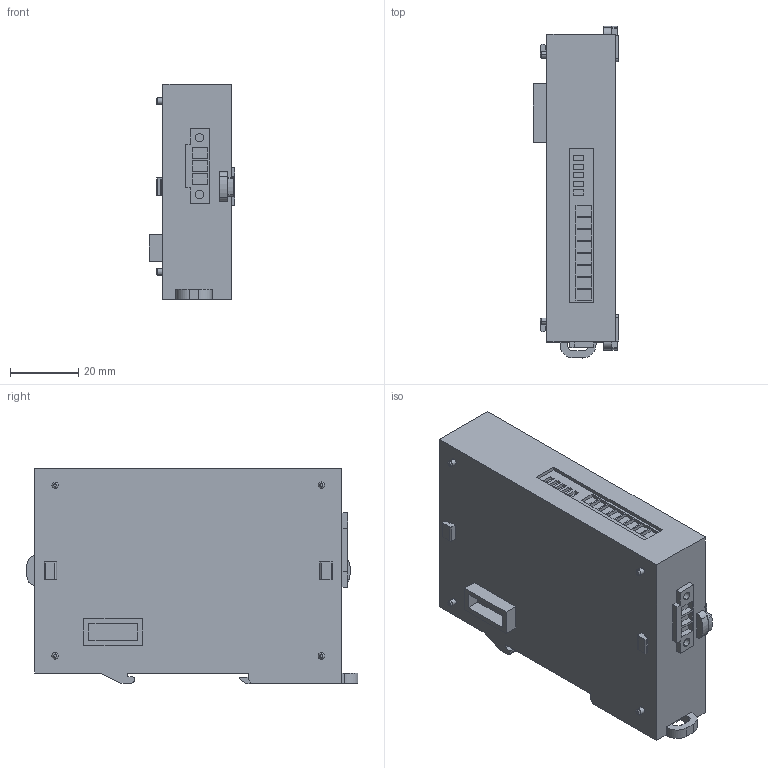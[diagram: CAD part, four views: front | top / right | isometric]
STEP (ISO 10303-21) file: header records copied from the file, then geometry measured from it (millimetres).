
FILE_DESCRIPTION (( 'STEP AP214' ), '1' );
FILE_NAME ('PLC-S-EXA-0004_ÏËÊ S. 4AO ñåðèè ONI.STEP', '2019-03-01T06:39:16', ( '' ), ( '' ), 'SwSTEP 2.0', 'SolidWorks 2014', '' );
FILE_SCHEMA (( 'AUTOMOTIVE_DESIGN' ));
Length unit declared in the file: millimetre
Products named in the file (2): PLC-S-EXA-0004_ÏËÊ S. 4AO ñåðèè ONI
Bounding box: 25 x 97.15 x 63.2 mm (x, y, z)
Volume: 108890.7 mm3; surface area: 19018.5 mm2
Topology: 1 solids, 1 shells, 399 faces, 1010 edges, 670 vertices
Faces by surface type: plane 335, cylinder 56, bspline 8
Entity records: 16374 total; most frequent: CARTESIAN_POINT 2225, ORIENTED_EDGE 2020, DIRECTION 1908, EDGE_CURVE 1010, LINE 882, VECTOR 882, VERTEX_POINT 670, AXIS2_PLACEMENT_3D 513
